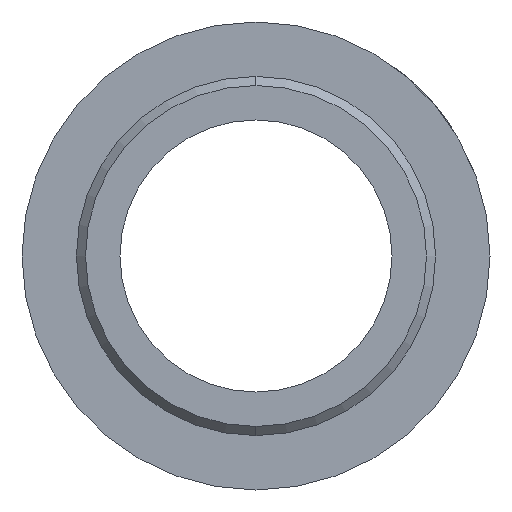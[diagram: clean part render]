
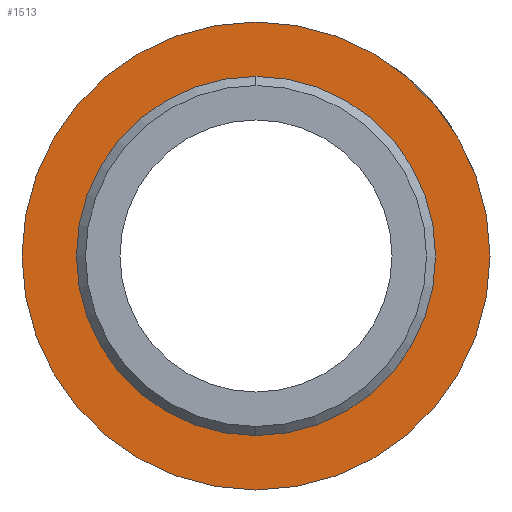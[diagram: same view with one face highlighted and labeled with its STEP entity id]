
A CAD part, left-side view. The second image highlights one B-rep face of the part: STEP entity #1513.
In plain terms, the highlighted planar face has unit normal (-1, 0, 0).
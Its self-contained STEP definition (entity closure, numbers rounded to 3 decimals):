
#78 = DIRECTION ( 'NONE',  ( 1., 0., 0. ) ) ;
#376 = CARTESIAN_POINT ( 'NONE',  ( 21., 0., 12.9 ) ) ;
#591 = EDGE_LOOP ( 'NONE', ( #1520, #763 ) ) ;
#763 = ORIENTED_EDGE ( 'NONE', *, *, #3737, .T. ) ;
#961 = AXIS2_PLACEMENT_3D ( 'NONE', #1170, #1541, #2689 ) ;
#1059 = AXIS2_PLACEMENT_3D ( 'NONE', #2877, #4091, #3623 ) ;
#1170 = CARTESIAN_POINT ( 'NONE',  ( 21., 0., 0. ) ) ;
#1287 = CARTESIAN_POINT ( 'NONE',  ( 21., 0., 9.9 ) ) ;
#1299 = FACE_OUTER_BOUND ( 'NONE', #591, .T. ) ;
#1513 = ADVANCED_FACE ( 'NONE', ( #4077, #1299 ), #1640, .F. ) ;
#1520 = ORIENTED_EDGE ( 'NONE', *, *, #4010, .T. ) ;
#1541 = DIRECTION ( 'NONE',  ( -1., 0., 0. ) ) ;
#1640 = PLANE ( 'NONE',  #3493 ) ;
#1980 = AXIS2_PLACEMENT_3D ( 'NONE', #2073, #2848, #3675 ) ;
#2070 = AXIS2_PLACEMENT_3D ( 'NONE', #4967, #2545, #4618 ) ;
#2073 = CARTESIAN_POINT ( 'NONE',  ( 21., 0., 0. ) ) ;
#2160 = CIRCLE ( 'NONE', #2070, 12.9 ) ;
#2308 = CIRCLE ( 'NONE', #1059, 9.9 ) ;
#2535 = EDGE_CURVE ( 'NONE', #2555, #2541, #2308, .T. ) ;
#2541 = VERTEX_POINT ( 'NONE', #4455 ) ;
#2545 = DIRECTION ( 'NONE',  ( -1., 0., 0. ) ) ;
#2555 = VERTEX_POINT ( 'NONE', #1287 ) ;
#2689 = DIRECTION ( 'NONE',  ( 0., 0., 1. ) ) ;
#2848 = DIRECTION ( 'NONE',  ( -1., 0., 0. ) ) ;
#2877 = CARTESIAN_POINT ( 'NONE',  ( 21., 0., 0. ) ) ;
#3236 = DIRECTION ( 'NONE',  ( 0., 0., -1. ) ) ;
#3327 = CIRCLE ( 'NONE', #1980, 12.9 ) ;
#3436 = CARTESIAN_POINT ( 'NONE',  ( 21., 0., -12.9 ) ) ;
#3493 = AXIS2_PLACEMENT_3D ( 'NONE', #3662, #78, #3236 ) ;
#3595 = VERTEX_POINT ( 'NONE', #376 ) ;
#3623 = DIRECTION ( 'NONE',  ( 0., 0., 1. ) ) ;
#3662 = CARTESIAN_POINT ( 'NONE',  ( 21., 9.9, 0. ) ) ;
#3675 = DIRECTION ( 'NONE',  ( 0., 0., 1. ) ) ;
#3737 = EDGE_CURVE ( 'NONE', #4812, #3595, #2160, .T. ) ;
#4010 = EDGE_CURVE ( 'NONE', #3595, #4812, #3327, .T. ) ;
#4077 = FACE_BOUND ( 'NONE', #4744, .T. ) ;
#4091 = DIRECTION ( 'NONE',  ( -1., 0., 0. ) ) ;
#4371 = ORIENTED_EDGE ( 'NONE', *, *, #5052, .F. ) ;
#4455 = CARTESIAN_POINT ( 'NONE',  ( 21., 0., -9.9 ) ) ;
#4618 = DIRECTION ( 'NONE',  ( 0., 0., 1. ) ) ;
#4744 = EDGE_LOOP ( 'NONE', ( #5151, #4371 ) ) ;
#4812 = VERTEX_POINT ( 'NONE', #3436 ) ;
#4967 = CARTESIAN_POINT ( 'NONE',  ( 21., 0., 0. ) ) ;
#5052 = EDGE_CURVE ( 'NONE', #2541, #2555, #5142, .T. ) ;
#5142 = CIRCLE ( 'NONE', #961, 9.9 ) ;
#5151 = ORIENTED_EDGE ( 'NONE', *, *, #2535, .F. ) ;
